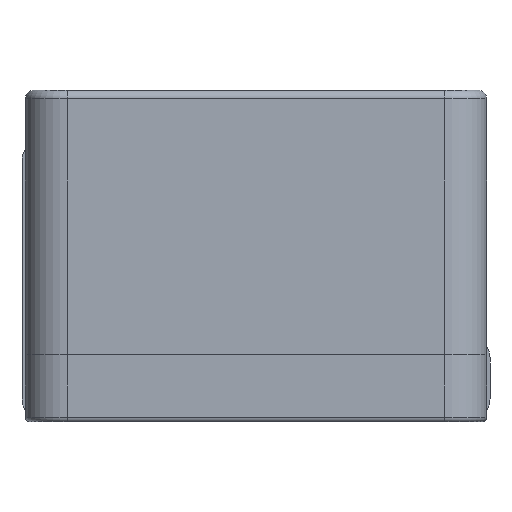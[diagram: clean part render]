
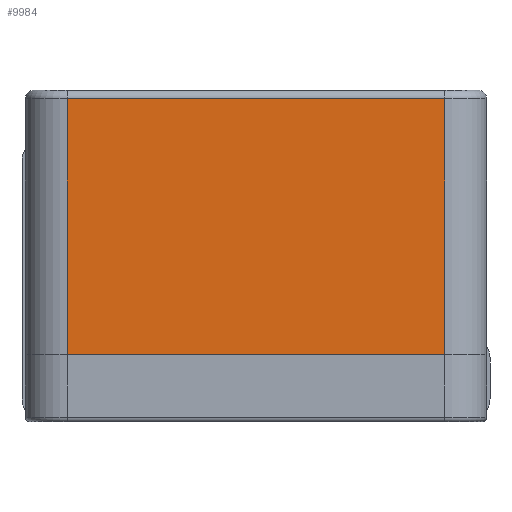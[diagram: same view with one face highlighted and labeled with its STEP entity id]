
A CAD part, left-side view. The second image highlights one B-rep face of the part: STEP entity #9984.
In plain terms, the highlighted planar face has unit normal (-1, 0, 0).
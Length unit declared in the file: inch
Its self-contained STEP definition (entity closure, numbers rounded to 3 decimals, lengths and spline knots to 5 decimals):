
#1043 = DIRECTION ( 'NONE',  ( 0., 0., 1. ) ) ;
#1105 = AXIS2_PLACEMENT_3D ( 'NONE', #5041, #9211, #4363 ) ;
#1192 = LINE ( 'NONE', #4380, #3523 ) ;
#1216 = ORIENTED_EDGE ( 'NONE', *, *, #4370, .T. ) ;
#2042 = LINE ( 'NONE', #3492, #8143 ) ;
#3122 = VECTOR ( 'NONE', #6408, 39.37008 ) ;
#3258 = LINE ( 'NONE', #10300, #3122 ) ;
#3492 = CARTESIAN_POINT ( 'NONE',  ( -0.10433, -0.08858, 0.12402 ) ) ;
#3523 = VECTOR ( 'NONE', #3592, 39.37008 ) ;
#3535 = VECTOR ( 'NONE', #8855, 39.37008 ) ;
#3592 = DIRECTION ( 'NONE',  ( 0., -1., 0. ) ) ;
#3943 = EDGE_CURVE ( 'NONE', #7576, #5416, #8750, .T. ) ;
#4363 = DIRECTION ( 'NONE',  ( 0., 1., 0. ) ) ;
#4370 = EDGE_CURVE ( 'NONE', #10312, #10025, #2042, .T. ) ;
#4380 = CARTESIAN_POINT ( 'NONE',  ( -0.10433, 0.10827, 0. ) ) ;
#4502 = ORIENTED_EDGE ( 'NONE', *, *, #10200, .T. ) ;
#5041 = CARTESIAN_POINT ( 'NONE',  ( -0.10433, 0.10827, 0.12402 ) ) ;
#5076 = CARTESIAN_POINT ( 'NONE',  ( -0.10433, 0.08858, 0.12008 ) ) ;
#5130 = ORIENTED_EDGE ( 'NONE', *, *, #3943, .T. ) ;
#5416 = VERTEX_POINT ( 'NONE', #5539 ) ;
#5539 = CARTESIAN_POINT ( 'NONE',  ( -0.10433, 0.08858, 0. ) ) ;
#5608 = EDGE_LOOP ( 'NONE', ( #1216, #4502, #5130, #9782 ) ) ;
#5722 = PLANE ( 'NONE',  #1105 ) ;
#5738 = EDGE_CURVE ( 'NONE', #5416, #10312, #1192, .T. ) ;
#5817 = CARTESIAN_POINT ( 'NONE',  ( -0.10433, -0.08858, 0.12008 ) ) ;
#5915 = CARTESIAN_POINT ( 'NONE',  ( -0.10433, -0.08858, 0. ) ) ;
#6408 = DIRECTION ( 'NONE',  ( 0., 1., 0. ) ) ;
#6417 = FACE_OUTER_BOUND ( 'NONE', #5608, .T. ) ;
#7265 = CARTESIAN_POINT ( 'NONE',  ( -0.10433, 0.08858, 0.12402 ) ) ;
#7576 = VERTEX_POINT ( 'NONE', #5076 ) ;
#8143 = VECTOR ( 'NONE', #1043, 39.37008 ) ;
#8750 = LINE ( 'NONE', #7265, #3535 ) ;
#8855 = DIRECTION ( 'NONE',  ( 0., 0., -1. ) ) ;
#9211 = DIRECTION ( 'NONE',  ( 1., 0., 0. ) ) ;
#9782 = ORIENTED_EDGE ( 'NONE', *, *, #5738, .T. ) ;
#9984 = ADVANCED_FACE ( 'NONE', ( #6417 ), #5722, .F. ) ;
#10025 = VERTEX_POINT ( 'NONE', #5817 ) ;
#10200 = EDGE_CURVE ( 'NONE', #10025, #7576, #3258, .T. ) ;
#10300 = CARTESIAN_POINT ( 'NONE',  ( -0.10433, 0.08858, 0.12008 ) ) ;
#10312 = VERTEX_POINT ( 'NONE', #5915 ) ;
